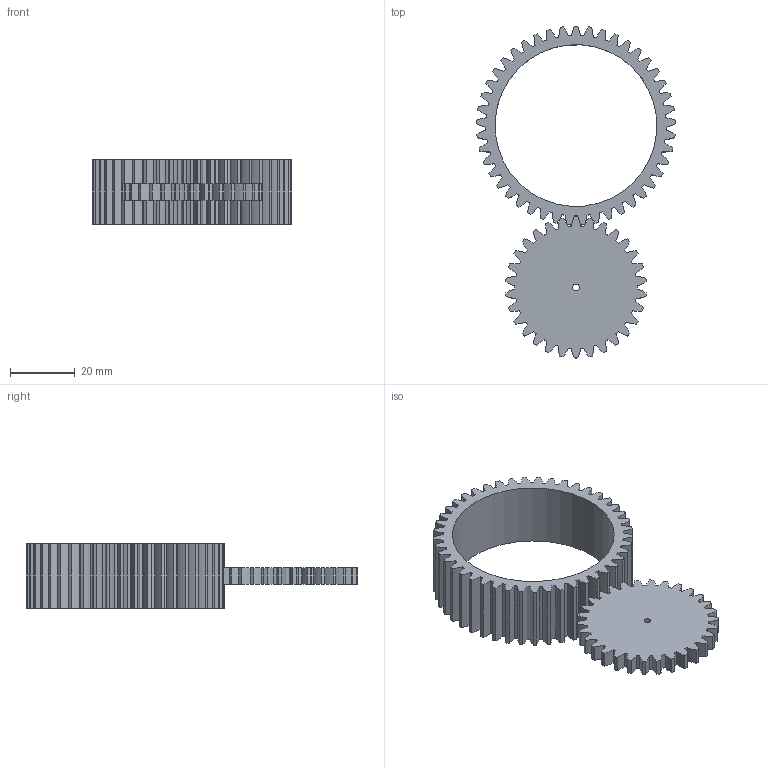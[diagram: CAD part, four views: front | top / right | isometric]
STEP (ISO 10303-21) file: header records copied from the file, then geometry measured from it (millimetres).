
FILE_DESCRIPTION(/* description */ (''),/* implementation_level */ '2;1');
FILE_NAME(/* name */ 'roll_driver.stp',/* time_stamp */ '2018-02-28T14:40:13-05:00',/* author */ ('vtpublic'),/* organization */ (''),/* preprocessor_version */ 'ST-DEVELOPER v16.13',/* originating_system */ 'Autodesk Inventor 2018',/* authorisation */ '');
FILE_SCHEMA (('AUTOMOTIVE_DESIGN { 1 0 10303 214 3 1 1 }'));
Length unit declared in the file: millimetre
Products named in the file (4): roll_driver; Spur Gears; Spur Gear1; Spur Gear2
Assembly tree (3 placements, depth 3):
  roll_driver
    Spur Gears
      Spur Gear1
      Spur Gear2
Bounding box: 61.49 x 102.55 x 20 mm (x, y, z)
Volume: 21521.3 mm3; surface area: 15906.4 mm2
Topology: 2 solids, 2 shells, 306 faces, 906 edges, 604 vertices
Faces by surface type: cylinder 302, plane 4
Full cylindrical faces by diameter (mm): 2 x1, 50 x1
Entity records: 10741 total; most frequent: DIRECTION 2134, CARTESIAN_POINT 1821, ORIENTED_EDGE 1808, AXIS2_PLACEMENT_3D 917, EDGE_CURVE 904, CIRCLE 604, VERTEX_POINT 604, EDGE_LOOP 312
